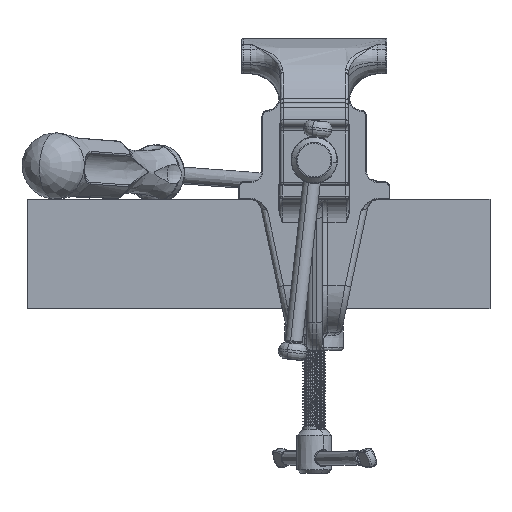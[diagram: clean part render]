
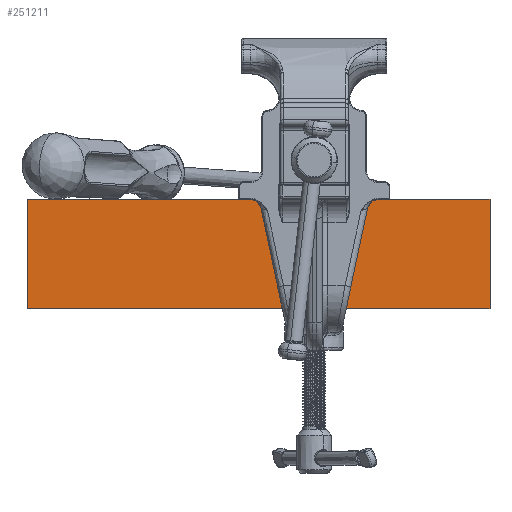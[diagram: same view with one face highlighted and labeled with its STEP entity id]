
A CAD part, front view. The second image highlights one B-rep face of the part: STEP entity #251211.
In plain terms, the highlighted free-form (B-spline) face has degree [1, 1] with [2, 2] control points.
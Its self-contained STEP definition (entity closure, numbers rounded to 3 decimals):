
#251178 = VERTEX_POINT('',#251179);
#251179 = CARTESIAN_POINT('',(60.,-36.15,-37.393));
#251185 = EDGE_CURVE('',#251178,#251186,#251188,.T.);
#251186 = VERTEX_POINT('',#251187);
#251187 = CARTESIAN_POINT('',(-98.,-36.15,-37.393));
#251188 = LINE('',#251189,#251190);
#251189 = CARTESIAN_POINT('',(60.,-36.15,-37.393));
#251190 = VECTOR('',#251191,1.);
#251191 = DIRECTION('',(-1.,0.,0.));
#251211 = ADVANCED_FACE('',(#251212),#251237,.T.);
#251212 = FACE_BOUND('',#251213,.T.);
#251213 = EDGE_LOOP('',(#251214,#251222,#251230,#251236));
#251214 = ORIENTED_EDGE('',*,*,#251215,.T.);
#251215 = EDGE_CURVE('',#251178,#251216,#251218,.T.);
#251216 = VERTEX_POINT('',#251217);
#251217 = CARTESIAN_POINT('',(60.,-36.15,0.));
#251218 = LINE('',#251219,#251220);
#251219 = CARTESIAN_POINT('',(60.,-36.15,-37.393));
#251220 = VECTOR('',#251221,1.);
#251221 = DIRECTION('',(0.,0.,1.));
#251222 = ORIENTED_EDGE('',*,*,#251223,.T.);
#251223 = EDGE_CURVE('',#251216,#251224,#251226,.T.);
#251224 = VERTEX_POINT('',#251225);
#251225 = CARTESIAN_POINT('',(-98.,-36.15,0.));
#251226 = LINE('',#251227,#251228);
#251227 = CARTESIAN_POINT('',(60.,-36.15,0.));
#251228 = VECTOR('',#251229,1.);
#251229 = DIRECTION('',(-1.,0.,0.));
#251230 = ORIENTED_EDGE('',*,*,#251231,.F.);
#251231 = EDGE_CURVE('',#251186,#251224,#251232,.T.);
#251232 = LINE('',#251233,#251234);
#251233 = CARTESIAN_POINT('',(-98.,-36.15,-37.393));
#251234 = VECTOR('',#251235,1.);
#251235 = DIRECTION('',(0.,0.,1.));
#251236 = ORIENTED_EDGE('',*,*,#251185,.F.);
#251237 = B_SPLINE_SURFACE_WITH_KNOTS('',1,1,(
    (#251238,#251239)
    ,(#251240,#251241
    )),.UNSPECIFIED.,.F.,.F.,.F.,(2,2),(2,2),(0.,1.),(0.,1.),
  .PIECEWISE_BEZIER_KNOTS.);
#251238 = CARTESIAN_POINT('',(60.,-36.15,-37.393));
#251239 = CARTESIAN_POINT('',(-98.,-36.15,-37.393));
#251240 = CARTESIAN_POINT('',(60.,-36.15,0.));
#251241 = CARTESIAN_POINT('',(-98.,-36.15,0.));
